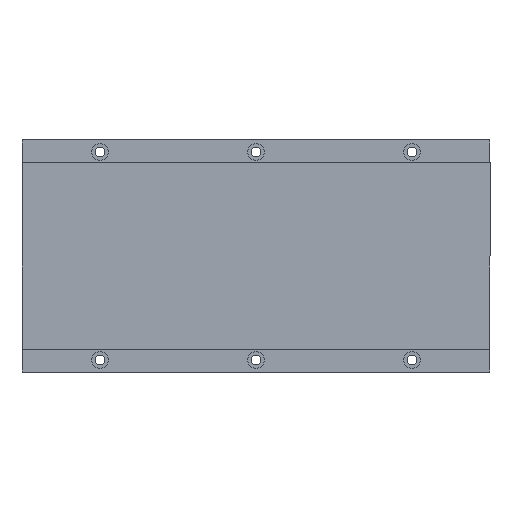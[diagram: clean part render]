
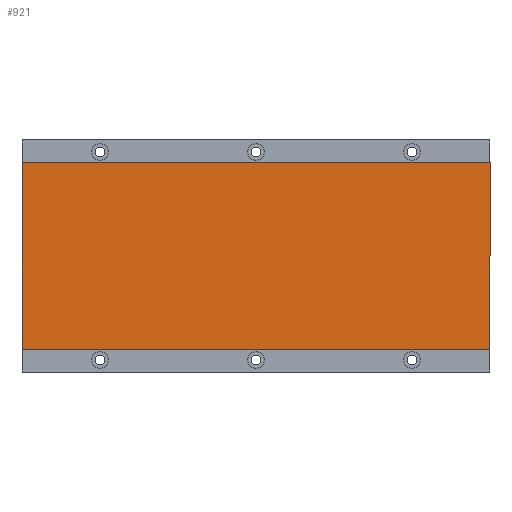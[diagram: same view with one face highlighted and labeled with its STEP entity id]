
A CAD part, top view. The second image highlights one B-rep face of the part: STEP entity #921.
In plain terms, the highlighted planar face has unit normal (0, 0, 1).
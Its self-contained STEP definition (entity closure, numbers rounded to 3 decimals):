
#2 = ORIENTED_EDGE ( 'NONE', *, *, #925, .T. ) ;
#77 = LINE ( 'NONE', #871, #719 ) ;
#96 = VECTOR ( 'NONE', #1157, 1000. ) ;
#134 = EDGE_CURVE ( 'NONE', #620, #802, #275, .T. ) ;
#217 = VERTEX_POINT ( 'NONE', #261 ) ;
#261 = CARTESIAN_POINT ( 'NONE',  ( 126., -50.2, 10.7 ) ) ;
#275 = LINE ( 'NONE', #669, #757 ) ;
#303 = FACE_OUTER_BOUND ( 'NONE', #1063, .T. ) ;
#373 = ORIENTED_EDGE ( 'NONE', *, *, #711, .T. ) ;
#424 = VERTEX_POINT ( 'NONE', #698 ) ;
#483 = DIRECTION ( 'NONE',  ( 1., 0., 0. ) ) ;
#505 = ORIENTED_EDGE ( 'NONE', *, *, #134, .T. ) ;
#520 = AXIS2_PLACEMENT_3D ( 'NONE', #969, #1172, #483 ) ;
#560 = CARTESIAN_POINT ( 'NONE',  ( -126., 50.2, 10.7 ) ) ;
#561 = DIRECTION ( 'NONE',  ( 0., -1., 0. ) ) ;
#620 = VERTEX_POINT ( 'NONE', #1224 ) ;
#669 = CARTESIAN_POINT ( 'NONE',  ( -126., 50.2, 10.7 ) ) ;
#690 = EDGE_CURVE ( 'NONE', #217, #424, #1262, .T. ) ;
#698 = CARTESIAN_POINT ( 'NONE',  ( 126., 50.2, 10.7 ) ) ;
#711 = EDGE_CURVE ( 'NONE', #424, #620, #1068, .T. ) ;
#719 = VECTOR ( 'NONE', #998, 1000. ) ;
#748 = CARTESIAN_POINT ( 'NONE',  ( 126., 50.2, 10.7 ) ) ;
#757 = VECTOR ( 'NONE', #561, 1000. ) ;
#802 = VERTEX_POINT ( 'NONE', #1061 ) ;
#871 = CARTESIAN_POINT ( 'NONE',  ( -126., -50.2, 10.7 ) ) ;
#921 = ADVANCED_FACE ( 'NONE', ( #303 ), #1180, .T. ) ;
#925 = EDGE_CURVE ( 'NONE', #802, #217, #77, .T. ) ;
#941 = VECTOR ( 'NONE', #964, 1000. ) ;
#964 = DIRECTION ( 'NONE',  ( 0., 1., 0. ) ) ;
#969 = CARTESIAN_POINT ( 'NONE',  ( 0., 0., 10.7 ) ) ;
#998 = DIRECTION ( 'NONE',  ( 1., 0., 0. ) ) ;
#1061 = CARTESIAN_POINT ( 'NONE',  ( -126., -50.2, 10.7 ) ) ;
#1063 = EDGE_LOOP ( 'NONE', ( #1203, #373, #505, #2 ) ) ;
#1068 = LINE ( 'NONE', #560, #96 ) ;
#1157 = DIRECTION ( 'NONE',  ( -1., 0., 0. ) ) ;
#1172 = DIRECTION ( 'NONE',  ( 0., 0., 1. ) ) ;
#1180 = PLANE ( 'NONE',  #520 ) ;
#1203 = ORIENTED_EDGE ( 'NONE', *, *, #690, .T. ) ;
#1224 = CARTESIAN_POINT ( 'NONE',  ( -126., 50.2, 10.7 ) ) ;
#1262 = LINE ( 'NONE', #748, #941 ) ;
